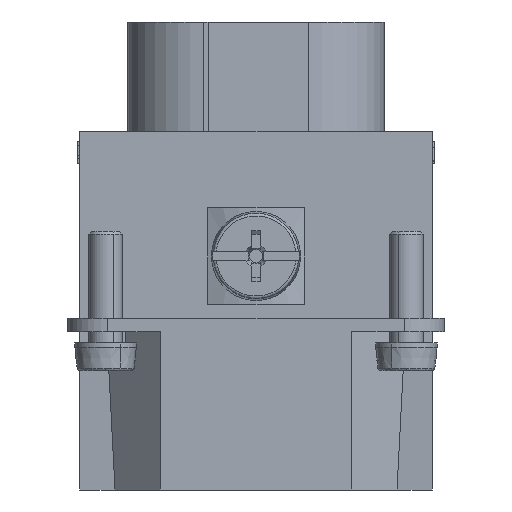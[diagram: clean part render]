
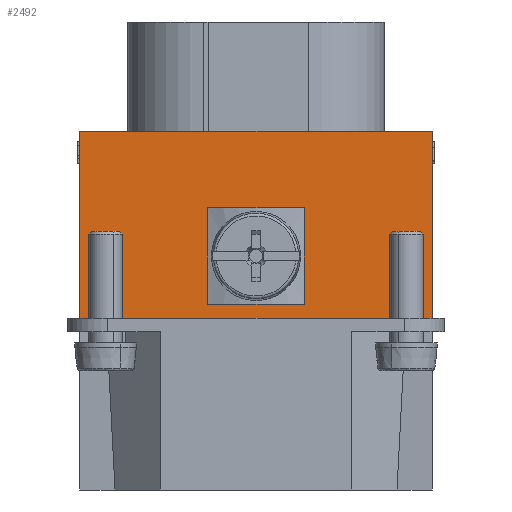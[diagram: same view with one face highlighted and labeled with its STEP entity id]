
A CAD part, front view. The second image highlights one B-rep face of the part: STEP entity #2492.
In plain terms, the highlighted planar face has unit normal (0, -1, 0).
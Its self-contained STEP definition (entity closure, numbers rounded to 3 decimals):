
#1792=FACE_BOUND('',#5384,.T.);
#1793=FACE_BOUND('',#5385,.T.);
#2079=CIRCLE('',#20076,2.);
#2492=ADVANCED_FACE('',(#1792,#1793),#3635,.T.);
#3635=PLANE('',#20077);
#5384=EDGE_LOOP('',(#6738,#6739,#6740,#6741));
#5385=EDGE_LOOP('',(#6742));
#6738=ORIENTED_EDGE('',*,*,#14353,.T.);
#6739=ORIENTED_EDGE('',*,*,#14354,.F.);
#6740=ORIENTED_EDGE('',*,*,#14355,.T.);
#6741=ORIENTED_EDGE('',*,*,#14356,.T.);
#6742=ORIENTED_EDGE('',*,*,#14357,.F.);
#12450=VERTEX_POINT('',#25838);
#12451=VERTEX_POINT('',#25839);
#12452=VERTEX_POINT('',#25841);
#12453=VERTEX_POINT('',#25843);
#12454=VERTEX_POINT('',#25846);
#14353=EDGE_CURVE('',#12450,#12451,#17197,.T.);
#14354=EDGE_CURVE('',#12452,#12451,#17198,.T.);
#14355=EDGE_CURVE('',#12452,#12453,#17199,.T.);
#14356=EDGE_CURVE('',#12453,#12450,#17200,.T.);
#14357=EDGE_CURVE('',#12454,#12454,#2079,.T.);
#17197=LINE('',#25837,#18554);
#17198=LINE('',#25840,#18555);
#17199=LINE('',#25842,#18556);
#17200=LINE('',#25844,#18557);
#18554=VECTOR('',#21509,1.);
#18555=VECTOR('',#21510,1.);
#18556=VECTOR('',#21511,1.);
#18557=VECTOR('',#21512,1.);
#20076=AXIS2_PLACEMENT_3D('',#25845,#21513,#21514);
#20077=AXIS2_PLACEMENT_3D('',#25847,#21515,#21516);
#21509=DIRECTION('',(1.,0.,0.));
#21510=DIRECTION('',(0.,0.,-1.));
#21511=DIRECTION('',(-1.,0.,0.));
#21512=DIRECTION('',(0.,0.,-1.));
#21513=DIRECTION('',(0.,-1.,0.));
#21514=DIRECTION('',(-1.,0.,0.));
#21515=DIRECTION('',(0.,-1.,0.));
#21516=DIRECTION('',(0.,0.,-1.));
#25837=CARTESIAN_POINT('',(32.73,0.,3.));
#25838=CARTESIAN_POINT('',(0.,0.,
3.));
#25839=CARTESIAN_POINT('',(31.6,0.,3.));
#25840=CARTESIAN_POINT('',(31.6,0.,19.8));
#25841=CARTESIAN_POINT('',(31.6,0.,19.8));
#25842=CARTESIAN_POINT('',(15.8,0.,19.8));
#25843=CARTESIAN_POINT('',(0.,0.,
19.8));
#25844=CARTESIAN_POINT('',(0.,0.,
19.8));
#25845=CARTESIAN_POINT('',(15.8,0.,8.6));
#25846=CARTESIAN_POINT('',(13.8,0.,8.6));
#25847=CARTESIAN_POINT('',(15.8,0.,0.));
